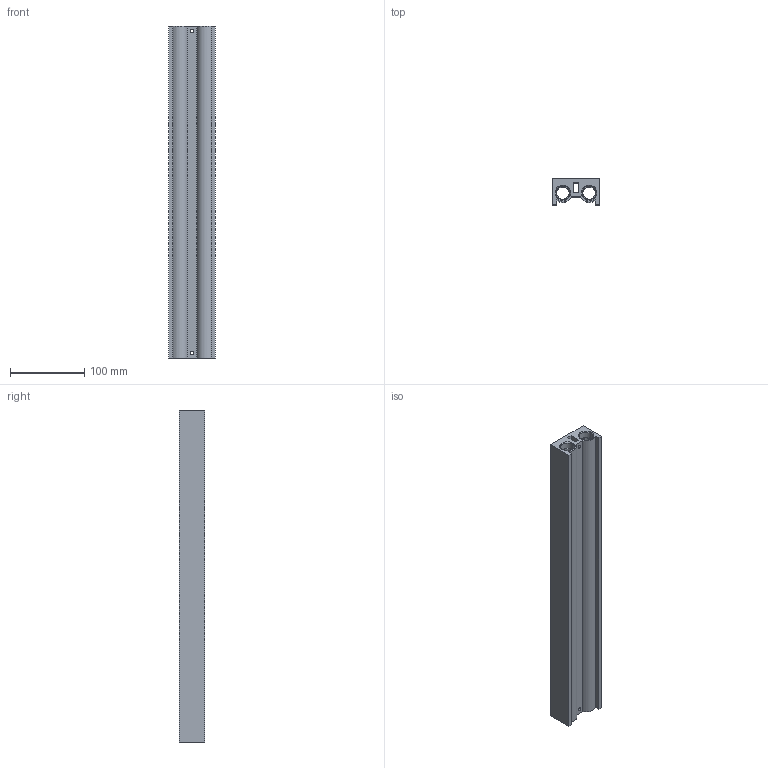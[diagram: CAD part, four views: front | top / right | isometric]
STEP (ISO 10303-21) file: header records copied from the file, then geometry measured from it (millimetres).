
FILE_DESCRIPTION (( 'STEP AP214' ), '1' );
FILE_NAME ('EMC-V34-12.STEP', '2020-04-02T08:53:17', ( '' ), ( '' ), 'SwSTEP 2.0', 'SolidWorks 2020', '' );
FILE_SCHEMA (( 'AUTOMOTIVE_DESIGN' ));
Length unit declared in the file: millimetre
Products named in the file (1): EMC-V34-12
Bounding box: 62.5 x 35 x 448 mm (x, y, z)
Volume: 511170.1 mm3; surface area: 181502.8 mm2
Topology: 1 solids, 1 shells, 240 faces, 502 edges, 316 vertices
Faces by surface type: cylinder 118, plane 66, cone 56
Entity records: 6532 total; most frequent: DIRECTION 1276, CARTESIAN_POINT 1059, ORIENTED_EDGE 1004, AXIS2_PLACEMENT_3D 533, EDGE_CURVE 502, VERTEX_POINT 316, EDGE_LOOP 306, CIRCLE 292
